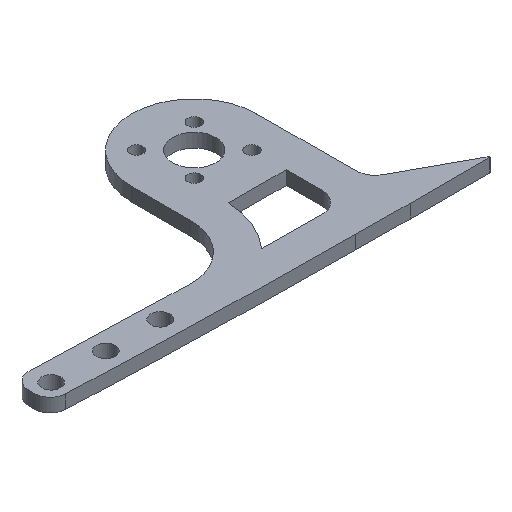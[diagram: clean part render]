
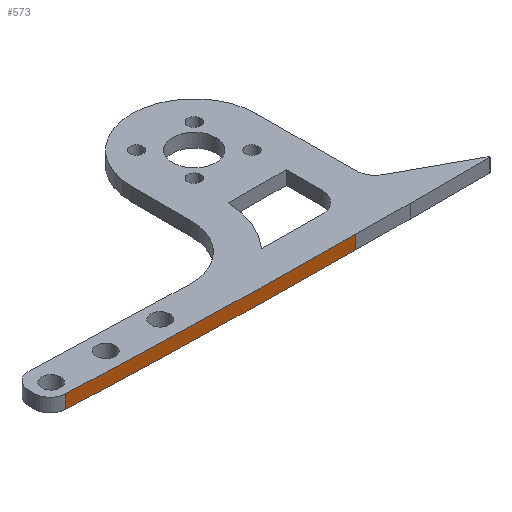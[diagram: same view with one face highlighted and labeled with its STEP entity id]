
A CAD part, isometric view. The second image highlights one B-rep face of the part: STEP entity #573.
In plain terms, the highlighted cylindrical face has radius 1834.27 mm (diameter 3668.53 mm), a partial arc.
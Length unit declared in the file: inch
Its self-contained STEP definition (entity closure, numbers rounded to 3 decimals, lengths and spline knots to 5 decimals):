
#56=FACE_OUTER_BOUND('',#94,.T.);
#94=EDGE_LOOP('',(#452,#453,#454,#455));
#136=LINE('',#922,#181);
#147=LINE('',#950,#192);
#181=VECTOR('',#739,0.3937);
#192=VECTOR('',#770,0.3937);
#218=CIRCLE('',#616,72.21524);
#233=CIRCLE('',#640,72.21524);
#262=VERTEX_POINT('',#885);
#263=VERTEX_POINT('',#887);
#278=VERTEX_POINT('',#921);
#285=VERTEX_POINT('',#949);
#319=EDGE_CURVE('',#262,#263,#218,.T.);
#336=EDGE_CURVE('',#263,#278,#136,.T.);
#350=EDGE_CURVE('',#285,#262,#147,.T.);
#351=EDGE_CURVE('',#285,#278,#233,.T.);
#452=ORIENTED_EDGE('',*,*,#336,.F.);
#453=ORIENTED_EDGE('',*,*,#319,.F.);
#454=ORIENTED_EDGE('',*,*,#350,.F.);
#455=ORIENTED_EDGE('',*,*,#351,.T.);
#548=CYLINDRICAL_SURFACE('',#639,72.21524);
#573=ADVANCED_FACE('',(#56),#548,.T.);
#616=AXIS2_PLACEMENT_3D('',#888,#706,#707);
#639=AXIS2_PLACEMENT_3D('',#948,#768,#769);
#640=AXIS2_PLACEMENT_3D('',#951,#771,#772);
#706=DIRECTION('center_axis',(0.,0.,1.));
#707=DIRECTION('ref_axis',(-0.044,-0.999,0.));
#739=DIRECTION('',(0.,0.,-1.));
#768=DIRECTION('center_axis',(0.,0.,1.));
#769=DIRECTION('ref_axis',(-0.044,-0.999,0.));
#770=DIRECTION('',(0.,0.,1.));
#771=DIRECTION('center_axis',(0.,0.,1.));
#772=DIRECTION('ref_axis',(-0.044,-0.999,0.));
#885=CARTESIAN_POINT('',(1.72721,-0.83971,0.22637));
#887=CARTESIAN_POINT('',(4.32204,-0.90173,0.22637));
#888=CARTESIAN_POINT('Origin',(4.75,71.31224,0.22637));
#921=CARTESIAN_POINT('',(4.32204,-0.90173,0.10137));
#922=CARTESIAN_POINT('',(4.32204,-0.90173,0.03937));
#948=CARTESIAN_POINT('Origin',(4.75,71.31224,0.03937));
#949=CARTESIAN_POINT('',(1.72721,-0.83971,0.10137));
#950=CARTESIAN_POINT('',(1.72721,-0.83971,0.03937));
#951=CARTESIAN_POINT('Origin',(4.75,71.31224,0.10137));
